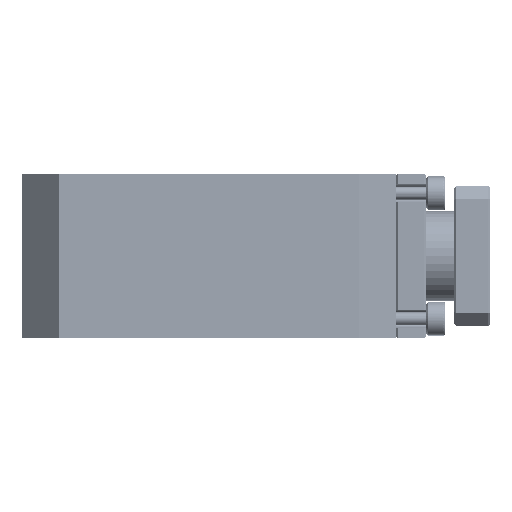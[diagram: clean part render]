
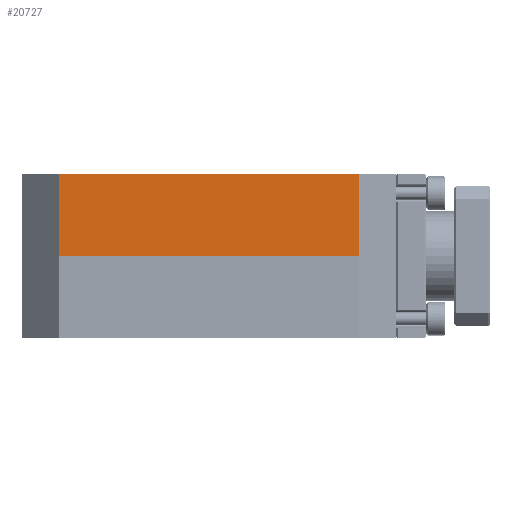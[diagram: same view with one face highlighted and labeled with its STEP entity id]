
A CAD part, left-side view. The second image highlights one B-rep face of the part: STEP entity #20727.
In plain terms, the highlighted planar face has unit normal (-1, 0, 0).
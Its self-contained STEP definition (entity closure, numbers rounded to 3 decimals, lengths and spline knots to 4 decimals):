
#5054 = AXIS2_PLACEMENT_3D ( 'NONE', #80814, #24643, #89305 ) ;
#12463 = ORIENTED_EDGE ( 'NONE', *, *, #36556, .F. ) ;
#12959 = LINE ( 'NONE', #44898, #73717 ) ;
#13088 = LINE ( 'NONE', #30696, #33406 ) ;
#13663 = CARTESIAN_POINT ( 'NONE',  ( -0.75, 0.7, 0.44 ) ) ;
#14780 = PLANE ( 'NONE',  #5054 ) ;
#18186 = FACE_OUTER_BOUND ( 'NONE', #44105, .T. ) ;
#20727 = ADVANCED_FACE ( 'NONE', ( #18186 ), #14780, .F. ) ;
#23560 = DIRECTION ( 'NONE',  ( 0., 0., 1. ) ) ;
#24643 = DIRECTION ( 'NONE',  ( 1., 0., 0. ) ) ;
#30696 = CARTESIAN_POINT ( 'NONE',  ( -0.75, 2.3, 0.44 ) ) ;
#31632 = LINE ( 'NONE', #13663, #127899 ) ;
#33406 = VECTOR ( 'NONE', #106159, 39.3701 ) ;
#36556 = EDGE_CURVE ( 'NONE', #134413, #86758, #82335, .T. ) ;
#44105 = EDGE_LOOP ( 'NONE', ( #12463, #119713, #69253, #86905 ) ) ;
#44898 = CARTESIAN_POINT ( 'NONE',  ( -0.75, 0.5, 0. ) ) ;
#46382 = VERTEX_POINT ( 'NONE', #100389 ) ;
#52254 = EDGE_CURVE ( 'NONE', #130207, #46382, #12959, .T. ) ;
#69253 = ORIENTED_EDGE ( 'NONE', *, *, #52254, .T. ) ;
#73717 = VECTOR ( 'NONE', #108114, 39.3701 ) ;
#78949 = VECTOR ( 'NONE', #110632, 39.3701 ) ;
#80814 = CARTESIAN_POINT ( 'NONE',  ( -0.75, 0.5, 0.44 ) ) ;
#82335 = LINE ( 'NONE', #130955, #78949 ) ;
#86758 = VERTEX_POINT ( 'NONE', #96865 ) ;
#86905 = ORIENTED_EDGE ( 'NONE', *, *, #92186, .T. ) ;
#89305 = DIRECTION ( 'NONE',  ( 0., 1., 0. ) ) ;
#92186 = EDGE_CURVE ( 'NONE', #46382, #86758, #31632, .T. ) ;
#94183 = CARTESIAN_POINT ( 'NONE',  ( -0.75, 2.3, 0.44 ) ) ;
#96850 = EDGE_CURVE ( 'NONE', #134413, #130207, #13088, .T. ) ;
#96865 = CARTESIAN_POINT ( 'NONE',  ( -0.75, 0.7, 0.44 ) ) ;
#100389 = CARTESIAN_POINT ( 'NONE',  ( -0.75, 0.7, 0. ) ) ;
#106159 = DIRECTION ( 'NONE',  ( 0., 0., -1. ) ) ;
#108114 = DIRECTION ( 'NONE',  ( 0., -1., 0. ) ) ;
#110632 = DIRECTION ( 'NONE',  ( 0., -1., 0. ) ) ;
#119713 = ORIENTED_EDGE ( 'NONE', *, *, #96850, .T. ) ;
#122297 = CARTESIAN_POINT ( 'NONE',  ( -0.75, 2.3, 0. ) ) ;
#127899 = VECTOR ( 'NONE', #23560, 39.3701 ) ;
#130207 = VERTEX_POINT ( 'NONE', #122297 ) ;
#130955 = CARTESIAN_POINT ( 'NONE',  ( -0.75, 0.5, 0.44 ) ) ;
#134413 = VERTEX_POINT ( 'NONE', #94183 ) ;
